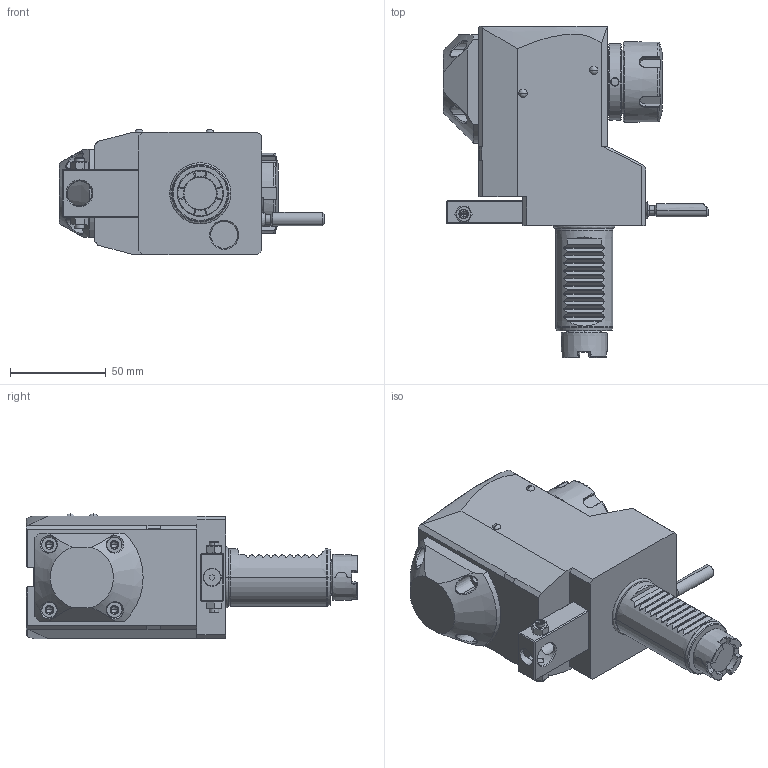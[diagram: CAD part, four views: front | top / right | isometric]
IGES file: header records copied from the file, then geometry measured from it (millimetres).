
Start section:  PTC IGES file: ngt1_30_451_25_2_2_75jb.igs
Global section: file name: ngt1_30_451_25_2_2_75jb.igs; native system: Pro/ENGINEER by Parametric Technology Corporation; preprocessor: 2010280; author: vali; organization: Unknown; date: 20170320.094451; units: millimetre
Bounding box: 138.38 x 173 x 65.4 mm (x, y, z)
Volume: 573692.5 mm3; surface area: 59270.6 mm2
Topology: 1 solids, 2 shells, 555 faces, 1407 edges, 860 vertices
Faces by surface type: bspline 307, revolution 246, extrusion 2
